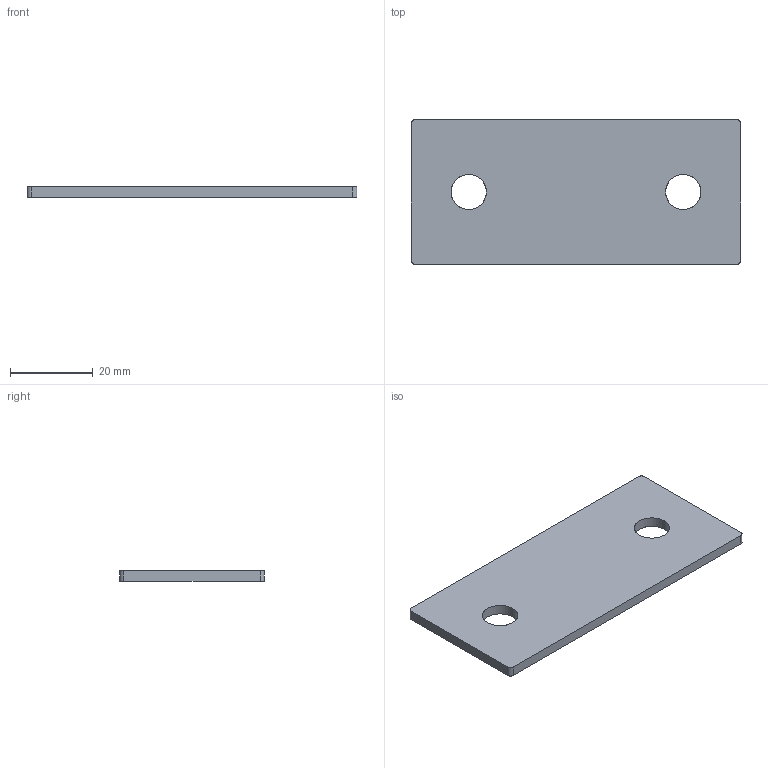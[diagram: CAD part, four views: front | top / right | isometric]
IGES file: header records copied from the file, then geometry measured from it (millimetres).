
Start section: SolidWorks IGES file using analytic representation for surfaces
Global section: file name: ALF-IC40-D.igs; native system: SolidWorks 2022; preprocessor: SolidWorks 2022; author: kb; date: 240814.104300; units: millimetre
Bounding box: 80 x 35 x 2.5 mm (x, y, z)
Surface area: 6075.5 mm2 (no closed solid volume)
Topology: 0 solids, 0 shells, 14 faces, 248 edges, 248 vertices
Faces by surface type: revolution 8, bspline 6
